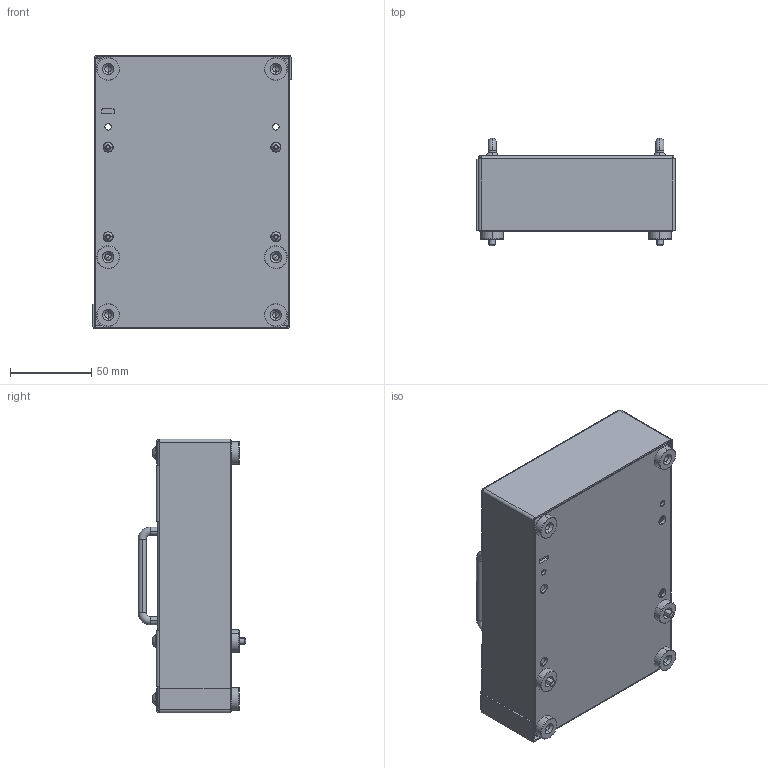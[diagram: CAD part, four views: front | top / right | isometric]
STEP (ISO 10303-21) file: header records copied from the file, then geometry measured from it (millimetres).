
FILE_DESCRIPTION (( 'STEP AP214' ), '1' );
FILE_NAME ('109207-KIT~0.STEP', '2020-06-08T12:39:09', ( '' ), ( '' ), 'SwSTEP 2.0', 'SolidWorks 2018', '' );
FILE_SCHEMA (( 'AUTOMOTIVE_DESIGN' ));
Length unit declared in the file: millimetre
Products named in the file (17): 1598~0; 109208~0_S; 109214~0_S; 109213~0_S; 108790~0; ISO7380~n_M03,0x008; 9286~0; DIN6325~n_04,0m6x008; ISO7380~n_M04,0x008; 109215~0; 109216~0_S; 109211~0_S; 109209~0_S; 109207-KIT~0; 40979~1_abgezogen<S>; 108788~1; 109212~0_S
Assembly tree (58 placements, depth 2):
  109207-KIT~0
    109208~0_S
    109209~0_S
    109211~0_S
    109212~0_S
    109213~0_S
    109214~0_S
    109215~0
    108788~1  x6
    109216~0_S  x2
    1598~0  x2
    40979~1_abgezogen<S>
    108790~0  x24
    9286~0  x4
    ISO7380~n_M03,0x008  x4
    ISO7380~n_M04,0x008  x6
    DIN6325~n_04,0m6x008  x2
Bounding box: 122 x 66.1 x 168 mm (x, y, z)
Volume: 322349.6 mm3; surface area: 363955.9 mm2
Topology: 63 solids, 63 shells, 1396 faces, 3258 edges, 2000 vertices
Faces by surface type: cylinder 668, cone 360, plane 320, torus 40, sphere 8
Entity records: 20291 total; most frequent: DIRECTION 3531, CARTESIAN_POINT 3095, ORIENTED_EDGE 2982, EDGE_CURVE 1491, AXIS2_PLACEMENT_3D 1388, VERTEX_POINT 952, EDGE_LOOP 769, LINE 755
